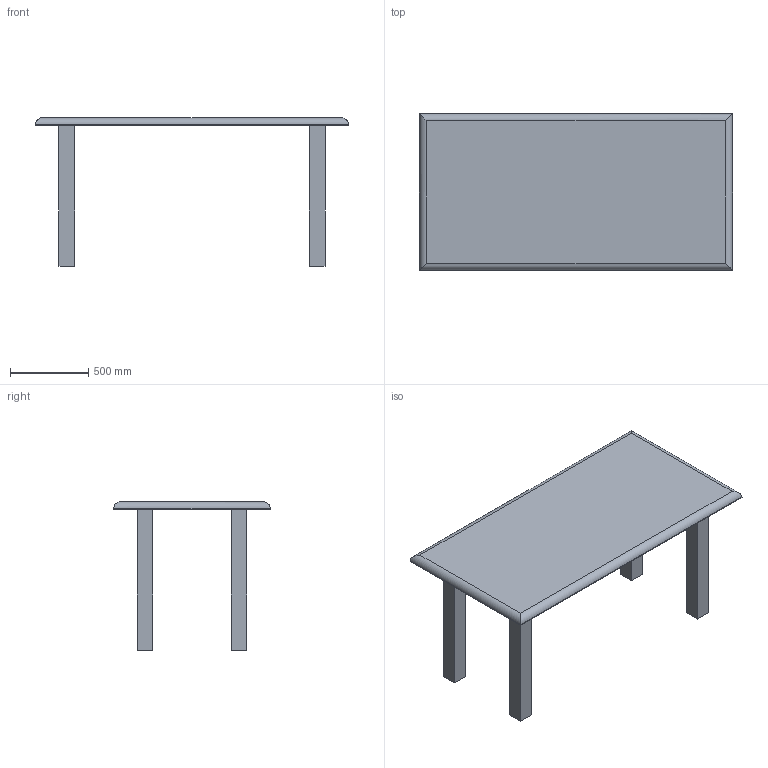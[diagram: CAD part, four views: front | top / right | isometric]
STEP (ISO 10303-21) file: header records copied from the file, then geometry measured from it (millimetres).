
FILE_DESCRIPTION(('FreeCAD Model'),'2;1');
FILE_NAME( 'GenericTable_1x2m.step', '2019-11-16T09:22:16',('Author'),(''), 'Open CASCADE STEP processor 7.3','FreeCAD','Unknown');
FILE_SCHEMA(('AUTOMOTIVE_DESIGN { 1 0 10303 214 1 1 1 1 }'));
Length unit declared in the file: millimetre
Products named in the file (1): GenericTable_1x2m
Bounding box: 2000 x 1000 x 950 mm (x, y, z)
Volume: 133427532.4 mm3; surface area: 5622968.1 mm2
Topology: 1 solids, 1 shells, 30 faces, 68 edges, 44 vertices
Faces by surface type: plane 26, cylinder 4
Entity records: 1780 total; most frequent: CARTESIAN_POINT 346, DIRECTION 262, LINE 192, VECTOR 192, ORIENTED_EDGE 136, PCURVE 136, DEFINITIONAL_REPRESENTATION 136, EDGE_CURVE 68
